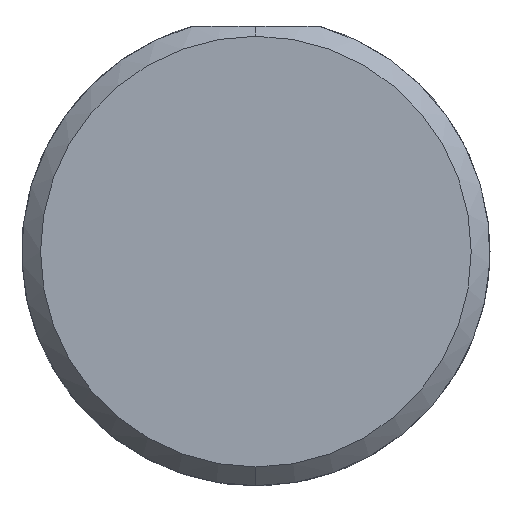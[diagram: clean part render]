
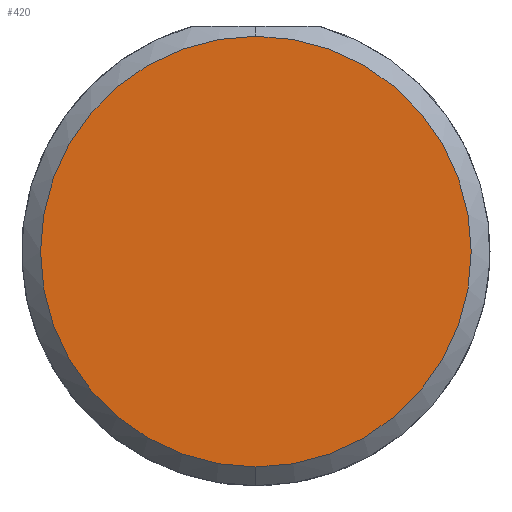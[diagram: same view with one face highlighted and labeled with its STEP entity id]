
A CAD part, left-side view. The second image highlights one B-rep face of the part: STEP entity #420.
In plain terms, the highlighted planar face has unit normal (-1, 0, 0).
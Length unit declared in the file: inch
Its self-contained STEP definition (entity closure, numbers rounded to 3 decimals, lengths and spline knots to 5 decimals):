
#27 = DIRECTION ( 'NONE',  ( 0., 0., -1. ) ) ;
#30 = AXIS2_PLACEMENT_3D ( 'NONE', #1047, #888, #167 ) ;
#58 = FACE_OUTER_BOUND ( 'NONE', #873, .T. ) ;
#150 = ORIENTED_EDGE ( 'NONE', *, *, #775, .T. ) ;
#167 = DIRECTION ( 'NONE',  ( 0., 0., -1. ) ) ;
#327 = AXIS2_PLACEMENT_3D ( 'NONE', #599, #920, #27 ) ;
#364 = EDGE_CURVE ( 'NONE', #880, #863, #792, .T. ) ;
#420 = ADVANCED_FACE ( 'NONE', ( #58 ), #972, .F. ) ;
#469 = CARTESIAN_POINT ( 'NONE',  ( 0., 0., 0. ) ) ;
#530 = AXIS2_PLACEMENT_3D ( 'NONE', #469, #721, #652 ) ;
#567 = CARTESIAN_POINT ( 'NONE',  ( 0., 0., -0.17235 ) ) ;
#599 = CARTESIAN_POINT ( 'NONE',  ( 0., 0., 0. ) ) ;
#652 = DIRECTION ( 'NONE',  ( 0., 0., -1. ) ) ;
#672 = CIRCLE ( 'NONE', #530, 0.17235 ) ;
#675 = ORIENTED_EDGE ( 'NONE', *, *, #364, .T. ) ;
#721 = DIRECTION ( 'NONE',  ( -1., 0., 0. ) ) ;
#775 = EDGE_CURVE ( 'NONE', #863, #880, #672, .T. ) ;
#792 = CIRCLE ( 'NONE', #327, 0.17235 ) ;
#863 = VERTEX_POINT ( 'NONE', #567 ) ;
#873 = EDGE_LOOP ( 'NONE', ( #150, #675 ) ) ;
#880 = VERTEX_POINT ( 'NONE', #1032 ) ;
#888 = DIRECTION ( 'NONE',  ( 1., 0., 0. ) ) ;
#920 = DIRECTION ( 'NONE',  ( -1., 0., 0. ) ) ;
#972 = PLANE ( 'NONE',  #30 ) ;
#1032 = CARTESIAN_POINT ( 'NONE',  ( 0., 0., 0.17235 ) ) ;
#1047 = CARTESIAN_POINT ( 'NONE',  ( 0., 0., 0. ) ) ;
